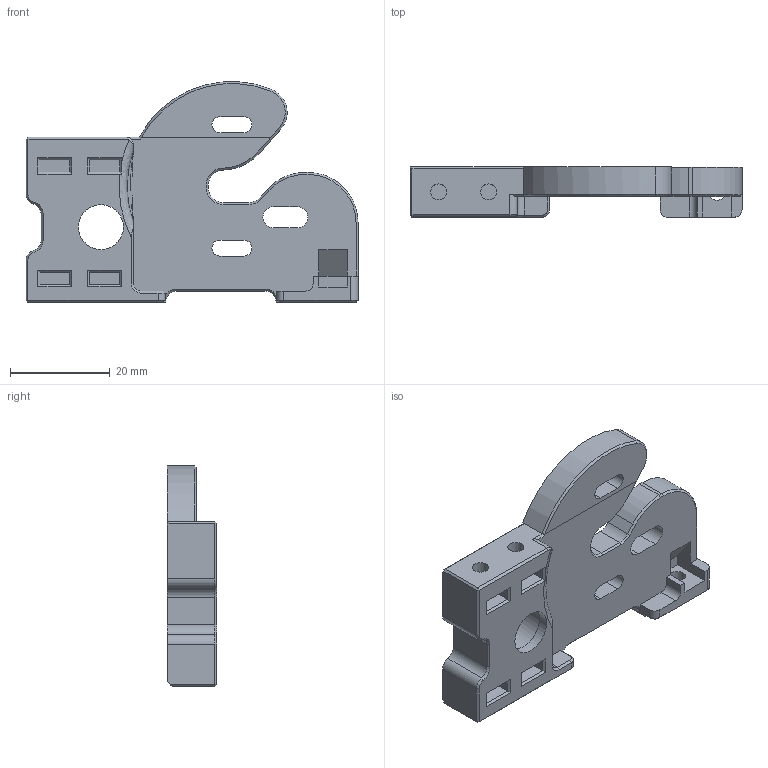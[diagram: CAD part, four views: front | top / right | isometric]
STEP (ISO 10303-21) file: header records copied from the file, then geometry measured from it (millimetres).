
FILE_DESCRIPTION(/* description */ (''),/* implementation_level */ '2;1');
FILE_NAME(/* name */ 'MotorPlate_ysido.step',/* time_stamp */ '2025-02-06T07:20:25+01:00',/* author */ (''),/* organization */ (''),/* preprocessor_version */ 'ST-DEVELOPER v20',/* originating_system */ 'Autodesk Translation Framework v13.20.0.188',/* authorisation */ '');
FILE_SCHEMA (('AUTOMOTIVE_DESIGN { 1 0 10303 214 3 1 1 }'));
Length unit declared in the file: millimetre
Products named in the file (1): MotorPlate
Bounding box: 66.5 x 10 x 44.18 mm (x, y, z)
Volume: 13066.7 mm3; surface area: 7508.5 mm2
Topology: 1 solids, 1 shells, 190 faces, 471 edges, 292 vertices
Faces by surface type: plane 114, cylinder 46, cone 25, bspline 5
Full cylindrical faces by diameter (mm): 3 x1, 3.2 x9, 9 x1, 10.1 x1
Entity records: 6037 total; most frequent: CARTESIAN_POINT 1451, ORIENTED_EDGE 942, DIRECTION 933, EDGE_CURVE 471, LINE 321, VECTOR 321, AXIS2_PLACEMENT_3D 306, VERTEX_POINT 292
